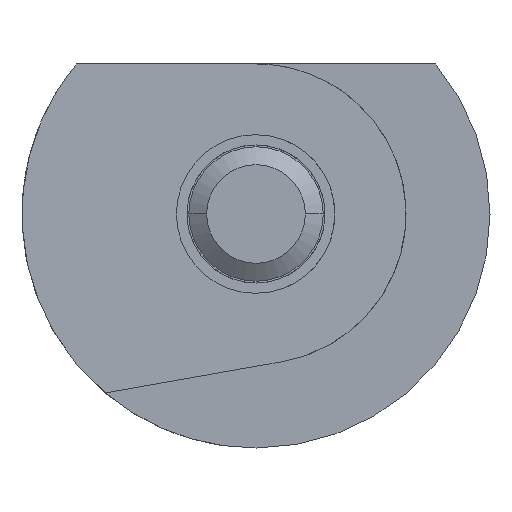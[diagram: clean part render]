
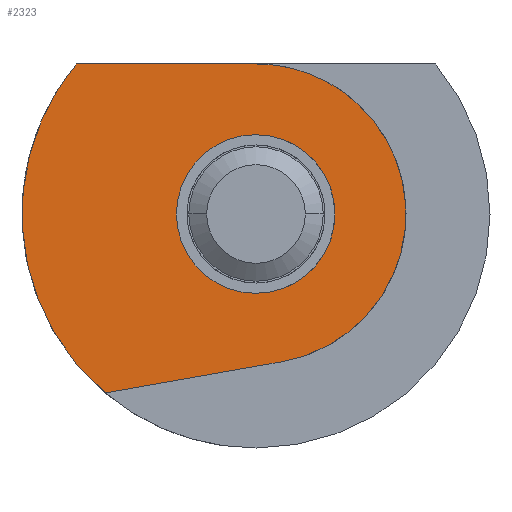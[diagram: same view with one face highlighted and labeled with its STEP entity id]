
A CAD part, front view. The second image highlights one B-rep face of the part: STEP entity #2323.
In plain terms, the highlighted planar face has unit normal (0.035, -0.999, 0).
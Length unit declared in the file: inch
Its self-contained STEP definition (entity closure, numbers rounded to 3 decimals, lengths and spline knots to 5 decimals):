
#71 = EDGE_LOOP ( 'NONE', ( #362, #2541 ) ) ;
#106 = LINE ( 'NONE', #2085, #2061 ) ;
#155 = EDGE_CURVE ( 'NONE', #943, #3346, #106, .T. ) ;
#177 = DIRECTION ( 'NONE',  ( 0.984, 0.034, 0.174 ) ) ;
#201 = VERTEX_POINT ( 'NONE', #989 ) ;
#285 = CARTESIAN_POINT ( 'NONE',  ( 0., 0.00681, 0.125 ) ) ;
#313 = PLANE ( 'NONE',  #1065 ) ;
#362 = ORIENTED_EDGE ( 'NONE', *, *, #940, .F. ) ;
#430 = VECTOR ( 'NONE', #2819, 39.37008 ) ;
#591 = CARTESIAN_POINT ( 'NONE',  ( -0.195, 0., -0.25 ) ) ;
#599 = CARTESIAN_POINT ( 'NONE',  ( -0.14473, 0.00176, 0.125 ) ) ;
#629 =( BOUNDED_CURVE ( )  B_SPLINE_CURVE ( 3, ( #2453, #1095, #1922, #285 ),
 .UNSPECIFIED., .F., .F. ) 
 B_SPLINE_CURVE_WITH_KNOTS ( ( 4, 4 ),
 ( 1.74533, 4.71239 ),
 .UNSPECIFIED. ) 
 CURVE ( )  GEOMETRIC_REPRESENTATION_ITEM ( )  RATIONAL_B_SPLINE_CURVE ( ( 1., 0.391, 0.391, 1. ) ) 
 REPRESENTATION_ITEM ( '' )  );
#670 = ORIENTED_EDGE ( 'NONE', *, *, #1507, .F. ) ;
#683 = CARTESIAN_POINT ( 'NONE',  ( 0.06583, 0.00911, 0. ) ) ;
#750 = EDGE_CURVE ( 'NONE', #1807, #1096, #1248, .T. ) ;
#789 = CARTESIAN_POINT ( 'NONE',  ( -0.12569, 0.00242, -0.14909 ) ) ;
#852 = DIRECTION ( 'NONE',  ( -0.035, 0.999, 0. ) ) ;
#876 = AXIS2_PLACEMENT_3D ( 'NONE', #1935, #1107, #2746 ) ;
#910 = ORIENTED_EDGE ( 'NONE', *, *, #982, .T. ) ;
#940 = EDGE_CURVE ( 'NONE', #2039, #201, #2993, .T. ) ;
#943 = VERTEX_POINT ( 'NONE', #789 ) ;
#982 = EDGE_CURVE ( 'NONE', #3346, #1096, #629, .T. ) ;
#989 = CARTESIAN_POINT ( 'NONE',  ( -0.06631, 0.00449, 0. ) ) ;
#1065 = AXIS2_PLACEMENT_3D ( 'NONE', #591, #852, #2769 ) ;
#1095 = CARTESIAN_POINT ( 'NONE',  ( 0.23056, 0.01486, -0.08627 ) ) ;
#1096 = VERTEX_POINT ( 'NONE', #2333 ) ;
#1107 = DIRECTION ( 'NONE',  ( 0.035, -0.999, 0. ) ) ;
#1248 = LINE ( 'NONE', #599, #430 ) ;
#1301 = CARTESIAN_POINT ( 'NONE',  ( -0.14967, 0.00158, 0.125 ) ) ;
#1352 = DIRECTION ( 'NONE',  ( 0.035, -0.999, 0. ) ) ;
#1436 = CARTESIAN_POINT ( 'NONE',  ( 0.02171, 0.00757, -0.1231 ) ) ;
#1507 = EDGE_CURVE ( 'NONE', #943, #1807, #1896, .T. ) ;
#1545 = EDGE_LOOP ( 'NONE', ( #670, #2448, #910, #3137 ) ) ;
#1659 = CARTESIAN_POINT ( 'NONE',  ( -0.14967, 0.00158, 0.125 ) ) ;
#1789 = CARTESIAN_POINT ( 'NONE',  ( -0.2127, -0.00062, -0.07573 ) ) ;
#1807 = VERTEX_POINT ( 'NONE', #1659 ) ;
#1833 = FACE_BOUND ( 'NONE', #71, .T. ) ;
#1874 = CARTESIAN_POINT ( 'NONE',  ( -0.22262, -0.00096, 0.03765 ) ) ;
#1896 =( BOUNDED_CURVE ( )  B_SPLINE_CURVE ( 3, ( #2318, #1789, #1874, #1301 ),
 .UNSPECIFIED., .F., .F. ) 
 B_SPLINE_CURVE_WITH_KNOTS ( ( 4, 4 ),
 ( 5.41282, 6.97902 ),
 .UNSPECIFIED. ) 
 CURVE ( )  GEOMETRIC_REPRESENTATION_ITEM ( )  RATIONAL_B_SPLINE_CURVE ( ( 1., 0.806, 0.806, 1. ) ) 
 REPRESENTATION_ITEM ( '' )  );
#1922 = CARTESIAN_POINT ( 'NONE',  ( 0.21208, 0.01422, 0.125 ) ) ;
#1935 = CARTESIAN_POINT ( 'NONE',  ( -0.00024, 0.0068, 0. ) ) ;
#1998 = FACE_OUTER_BOUND ( 'NONE', #1545, .T. ) ;
#2039 = VERTEX_POINT ( 'NONE', #683 ) ;
#2061 = VECTOR ( 'NONE', #177, 39.37008 ) ;
#2085 = CARTESIAN_POINT ( 'NONE',  ( 0.0246, 0.00767, -0.12259 ) ) ;
#2318 = CARTESIAN_POINT ( 'NONE',  ( -0.12569, 0.00242, -0.14909 ) ) ;
#2323 = ADVANCED_FACE ( 'NONE', ( #1833, #1998 ), #313, .F. ) ;
#2333 = CARTESIAN_POINT ( 'NONE',  ( 0., 0.00681, 0.125 ) ) ;
#2448 = ORIENTED_EDGE ( 'NONE', *, *, #155, .T. ) ;
#2453 = CARTESIAN_POINT ( 'NONE',  ( 0.02171, 0.00757, -0.1231 ) ) ;
#2541 = ORIENTED_EDGE ( 'NONE', *, *, #2990, .F. ) ;
#2746 = DIRECTION ( 'NONE',  ( 0.999, 0.035, 0. ) ) ;
#2769 = DIRECTION ( 'NONE',  ( -0.999, -0.035, 0. ) ) ;
#2819 = DIRECTION ( 'NONE',  ( 0.999, 0.035, 0. ) ) ;
#2886 = AXIS2_PLACEMENT_3D ( 'NONE', #2983, #1352, #3249 ) ;
#2924 = CIRCLE ( 'NONE', #2886, 0.06611 ) ;
#2983 = CARTESIAN_POINT ( 'NONE',  ( -0.00024, 0.0068, 0. ) ) ;
#2990 = EDGE_CURVE ( 'NONE', #201, #2039, #2924, .T. ) ;
#2993 = CIRCLE ( 'NONE', #876, 0.06611 ) ;
#3137 = ORIENTED_EDGE ( 'NONE', *, *, #750, .F. ) ;
#3249 = DIRECTION ( 'NONE',  ( 0.999, 0.035, 0. ) ) ;
#3346 = VERTEX_POINT ( 'NONE', #1436 ) ;
